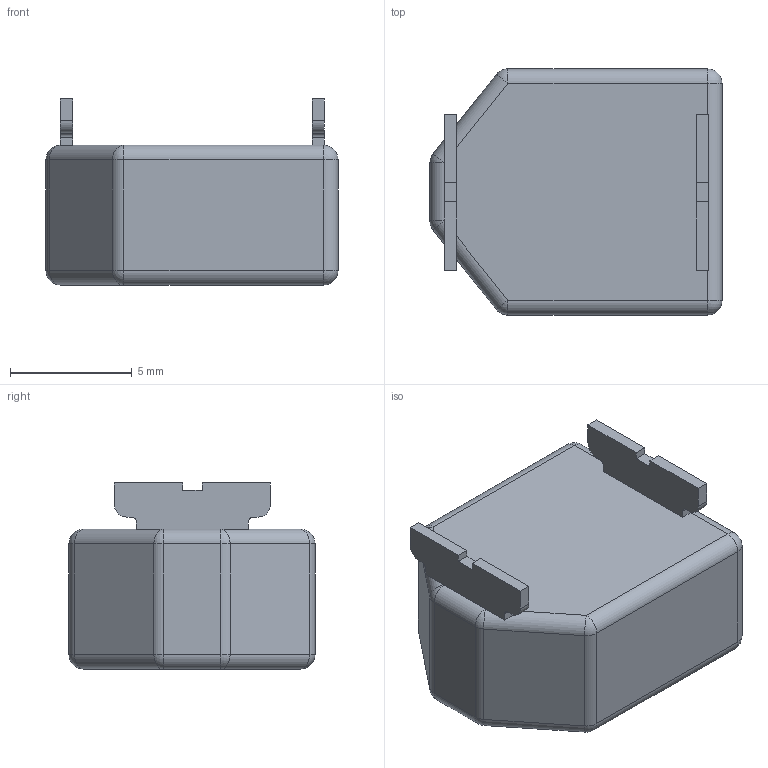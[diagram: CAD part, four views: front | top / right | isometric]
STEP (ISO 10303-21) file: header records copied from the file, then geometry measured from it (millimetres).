
FILE_DESCRIPTION (( 'STEP AP203' ), '1' );
FILE_NAME ('PTVS6-0xxC-SH-01.STP', '2014-07-03T16:19:13', ( 'leader' ), ( '' ), 'SwSTEP 2.0', 'SolidWorks 2012', '' );
FILE_SCHEMA (( 'CONFIG_CONTROL_DESIGN' ));
Length unit declared in the file: millimetre
Products named in the file (1): PTVS6-0xxC-SH-01
Bounding box: 12 x 10.1 x 7.64 mm (x, y, z)
Surface area: 486.3 mm2 (no closed solid volume)
Topology: 0 solids, 3 shells, 73 faces, 176 edges, 100 vertices
Faces by surface type: plane 35, cylinder 26, sphere 12
Entity records: 2095 total; most frequent: DIRECTION 368, CARTESIAN_POINT 342, ORIENTED_EDGE 332, EDGE_CURVE 168, AXIS2_PLACEMENT_3D 126, VECTOR 116, LINE 116, VERTEX_POINT 100
